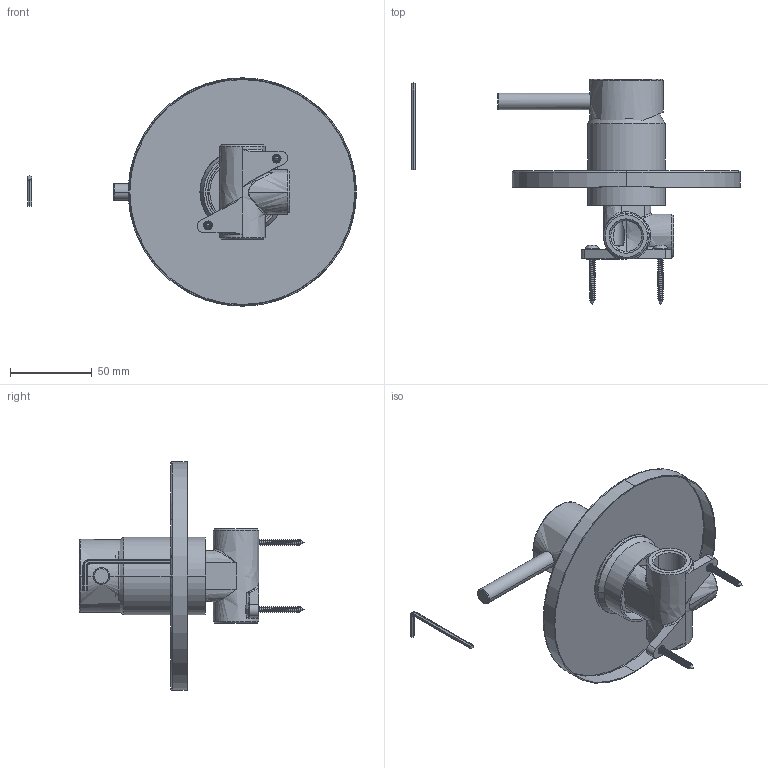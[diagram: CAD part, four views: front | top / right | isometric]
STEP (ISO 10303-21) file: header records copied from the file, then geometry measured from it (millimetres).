
FILE_DESCRIPTION (( 'STEP AP214' ), '1' );
FILE_NAME ('CO210.STEP', '2022-08-15T10:10:53', ( '' ), ( '' ), 'SwSTEP 2.0', 'SolidWorks 2019', '' );
FILE_SCHEMA (( 'AUTOMOTIVE_DESIGN' ));
Length unit declared in the file: millimetre
Products named in the file (1): CO210
Bounding box: 201.73 x 138.1 x 140 mm (x, y, z)
Surface area: 138209.1 mm2 (no closed solid volume)
Topology: 0 solids, 25 shells, 1119 faces, 2813 edges, 1741 vertices
Faces by surface type: bspline 1119
Entity records: 66799 total; most frequent: CARTESIAN_POINT 44067, ORIENTED_EDGE 5540, DIRECTION 2786, EDGE_CURVE 2785, VERTEX_POINT 1743, EDGE_LOOP 1202, FACE_OUTER_BOUND 1120, ADVANCED_FACE 1119
